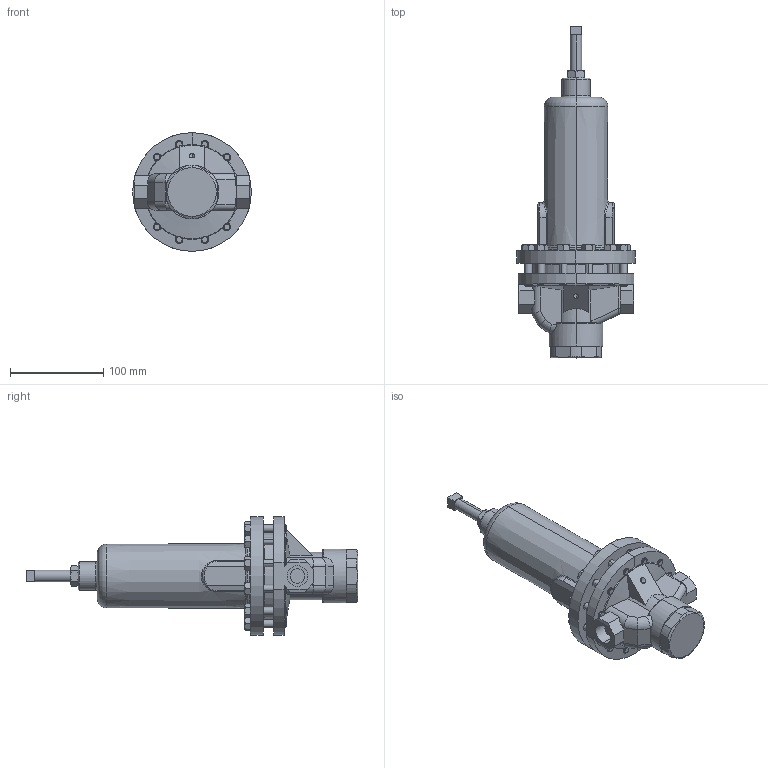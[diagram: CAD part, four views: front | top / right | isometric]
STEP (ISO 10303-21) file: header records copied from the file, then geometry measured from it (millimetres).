
FILE_DESCRIPTION (( 'STEP AP203' ), '1' );
FILE_NAME ('68HP-050-SW.STEP', '2017-08-25T18:20:43', ( '' ), ( '' ), 'SwSTEP 2.0', 'SolidWorks 2014', '' );
FILE_SCHEMA (( 'CONFIG_CONTROL_DESIGN' ));
Length unit declared in the file: inch
Products named in the file (1): 68HP-050-SW
Bounding box: 127 x 355.46 x 127 mm (x, y, z)
Volume: 1349236.5 mm3; surface area: 119398.6 mm2
Topology: 1 solids, 1 shells, 456 faces, 1146 edges, 713 vertices
Faces by surface type: plane 174, cone 143, cylinder 111, torus 16, bspline 8, sphere 4
Entity records: 16008 total; most frequent: CARTESIAN_POINT 5584, ORIENTED_EDGE 2280, DIRECTION 1994, EDGE_CURVE 1140, AXIS2_PLACEMENT_3D 796, VERTEX_POINT 713, EDGE_LOOP 507, FACE_OUTER_BOUND 456
